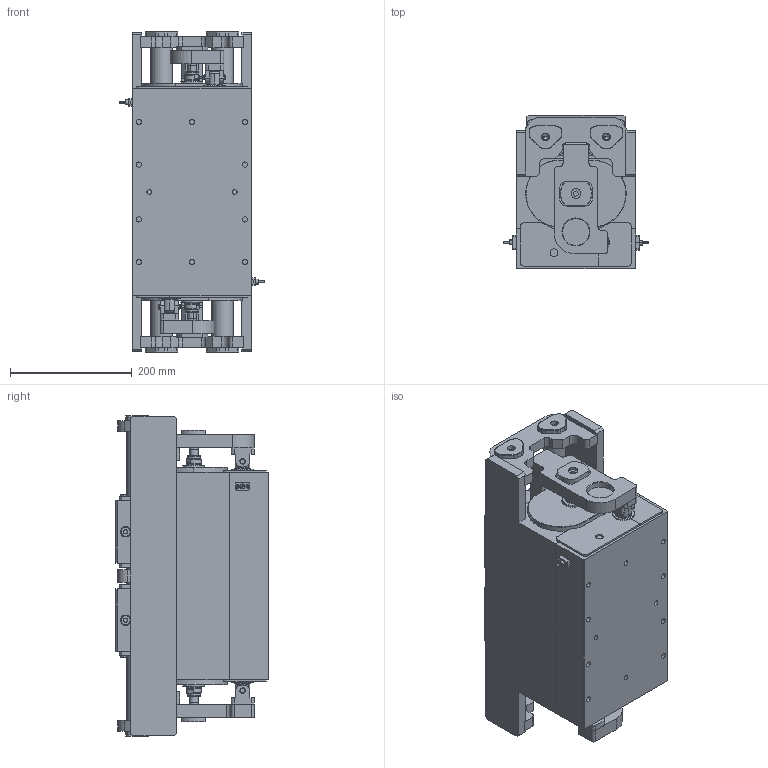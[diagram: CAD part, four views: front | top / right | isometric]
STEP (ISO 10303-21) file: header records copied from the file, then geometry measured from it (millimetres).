
FILE_DESCRIPTION (( 'STEP AP203' ), '1' );
FILE_NAME ('TJM-115-530.STEP', '2024-12-12T07:24:51', ( 'USER-' ), ( 'Microsoft' ), 'SwSTEP 2.0', 'SolidWorks 2018', '' );
FILE_SCHEMA (( 'CONFIG_CONTROL_DESIGN' ));
Length unit declared in the file: millimetre
Products named in the file (31): JB-L105H-S-22坶踡羲壽釱; MS-L100-04-01腹雄芛; MS-L100-04-02浮动圈; 35x18-R3; MS-L100-01-03前后托体; MS-L100-05-02粣薊釱; MS-L100-07-01防护圈; MS-L100-01-06耜結輸; MS-L100-01-01B 蜊輛釱极; MS-L100-03-02活塞杆; MS-L100-05-01喘沭粣; MS-L100-03-04楊擘杶; MS-L100-02-05B 驱动联体; MS-L100-07-02遵結啣; MS-L100-01-10前侧托板; MS-L100-04-03諶裔; MS-L100-02-03肣杶結裔; MS-L100-07-03晜結啣; MS-L100-05-07种粣; MS-L100-02-01痄雄怢极; 8-30 換覜ん; MS-L100-02-06竖直三联体(默认_按加工_); MS-L100-03-03B 改进前盖(默认_按加工_); 痄雄賑怢郪极-1; MS-L100-01-08B 酗軗ァ极; MS-L100-01-04笢弇迖殤; MS-L100-01-07B 奻軗ァ极; MS-L100-01-05嫖粣; 痄雄賑怢郪极; TJM-115-530; MS-L100-01-09菁裔极
Assembly tree (60 placements, depth 3):
  TJM-115-530
    痄雄賑怢郪极
      MS-L100-02-01痄雄怢极
      MS-L100-02-03肣杶結裔  x4
    痄雄賑怢郪极-1
      MS-L100-02-01痄雄怢极
      MS-L100-02-03肣杶結裔  x4
    MS-L100-01-01B 蜊輛釱极
    MS-L100-01-10前侧托板  x2
    MS-L100-01-07B 奻軗ァ极
    MS-L100-01-08B 酗軗ァ极
    MS-L100-01-03前后托体  x2
    MS-L100-01-05嫖粣  x2
    MS-L100-01-04笢弇迖殤
    MS-L100-03-02活塞杆  x2
    MS-L100-03-03B 改进前盖(默认_按加工_)  x2
    MS-L100-03-04楊擘杶  x2
    MS-L100-02-05B 驱动联体  x2
    MS-L100-02-06竖直三联体(默认_按加工_)  x2
    MS-L100-04-01腹雄芛  x2
    MS-L100-04-02浮动圈  x2
    MS-L100-04-03諶裔  x2
    MS-L100-05-01喘沭粣  x2
    MS-L100-05-02粣薊釱  x2
    MS-L100-01-09菁裔极
    MS-L100-07-01防护圈  x2
    MS-L100-07-02遵結啣  x2
    MS-L100-07-03晜結啣  x2
    MS-L100-05-07种粣  x2
    8-30 換覜ん  x2
    MS-L100-01-06耜結輸  x4
    JB-L105H-S-22坶踡羲壽釱  x2
    35x18-R3
Bounding box: 238.67 x 252 x 526 mm (x, y, z)
Volume: 17190196.3 mm3; surface area: 1494143.6 mm2
Topology: 58 solids, 184 shells, 2693 faces, 6671 edges, 4198 vertices
Faces by surface type: plane 1186, cylinder 651, cone 548, bspline 288, sphere 16, torus 4
Entity records: 69950 total; most frequent: CARTESIAN_POINT 23505, ORIENTED_EDGE 8870, DIRECTION 8147, EDGE_CURVE 4435, VERTEX_POINT 2946, VECTOR 2755, LINE 2755, AXIS2_PLACEMENT_3D 2696
